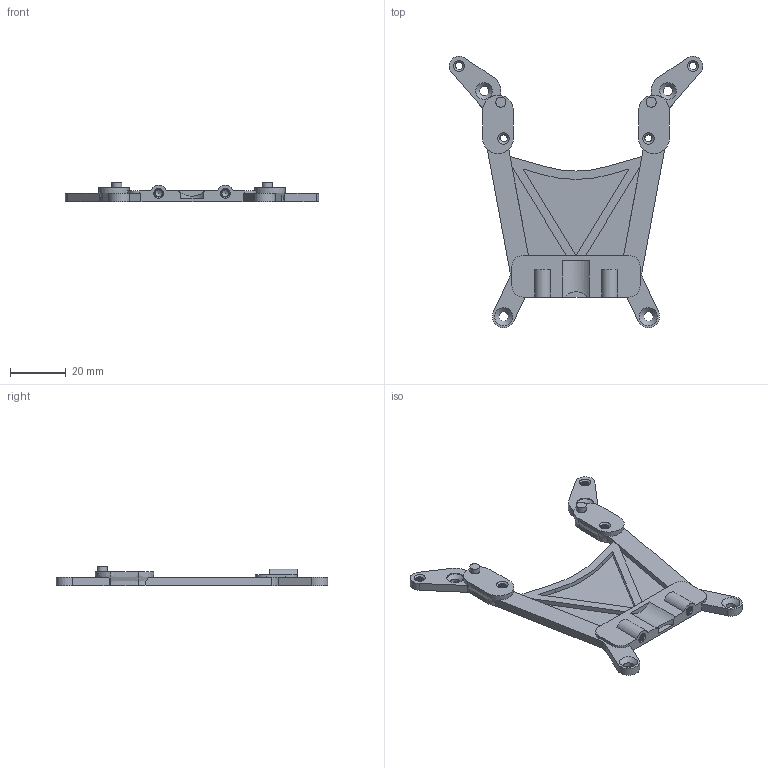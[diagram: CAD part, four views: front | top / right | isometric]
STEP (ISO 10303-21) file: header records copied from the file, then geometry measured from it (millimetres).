
FILE_DESCRIPTION(('FreeCAD Model'),'2;1');
FILE_NAME('Open CASCADE Shape Model','2025-05-23T12:21:23',(''),(''), 'Open CASCADE STEP processor 7.8','FreeCAD','Unknown');
FILE_SCHEMA(('AUTOMOTIVE_DESIGN { 1 0 10303 214 1 1 1 1 }'));
Length unit declared in the file: millimetre
Products named in the file (1): top_deck
Bounding box: 91 x 97.47 x 7 mm (x, y, z)
Volume: 9610.5 mm3; surface area: 9641.6 mm2
Topology: 1 solids, 1 shells, 324 faces, 829 edges, 512 vertices
Faces by surface type: bspline 202, cylinder 64, plane 44, cone 14
Full cylindrical faces by diameter (mm): 2.52 x28, 3.4 x4, 3.6 x2, 6 x2
Entity records: 30828 total; most frequent: CARTESIAN_POINT 24657, ORIENTED_EDGE 1654, EDGE_CURVE 827, DIRECTION 596, B_SPLINE_CURVE_WITH_KNOTS 563, VERTEX_POINT 512, FACE_BOUND 347, EDGE_LOOP 347
